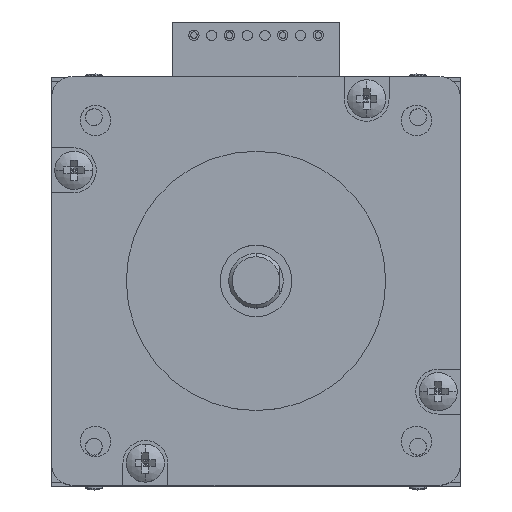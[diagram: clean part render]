
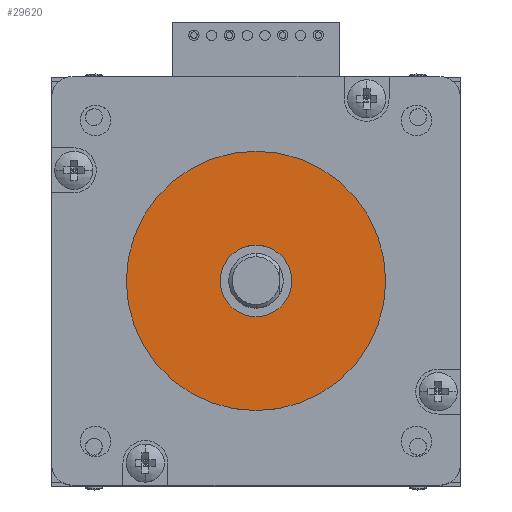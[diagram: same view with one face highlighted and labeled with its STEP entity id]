
A CAD part, top view. The second image highlights one B-rep face of the part: STEP entity #29620.
In plain terms, the highlighted face is planar.
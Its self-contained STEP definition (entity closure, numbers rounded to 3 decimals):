
#2122 = CARTESIAN_POINT ( 'NONE',  ( 0., 0., -41.1 ) ) ;
#2260 = VERTEX_POINT ( 'NONE', #23449 ) ;
#2962 = CIRCLE ( 'NONE', #12065, 5.25 ) ;
#5925 = AXIS2_PLACEMENT_3D ( 'NONE', #19175, #55503, #24387 ) ;
#6927 = CARTESIAN_POINT ( 'NONE',  ( 0., 0., -41.1 ) ) ;
#7347 = DIRECTION ( 'NONE',  ( -1., 0., 0. ) ) ;
#7903 = PLANE ( 'NONE',  #57304 ) ;
#12065 = AXIS2_PLACEMENT_3D ( 'NONE', #18385, #54713, #23606 ) ;
#12094 = ORIENTED_EDGE ( 'NONE', *, *, #24415, .F. ) ;
#12213 = DIRECTION ( 'NONE',  ( -1., 0., 0. ) ) ;
#12881 = VERTEX_POINT ( 'NONE', #14379 ) ;
#13590 = DIRECTION ( 'NONE',  ( 0., 0., -1. ) ) ;
#13700 = ORIENTED_EDGE ( 'NONE', *, *, #24558, .T. ) ;
#14379 = CARTESIAN_POINT ( 'NONE',  ( 19.05, 0., -41.1 ) ) ;
#15524 = AXIS2_PLACEMENT_3D ( 'NONE', #6927, #43349, #12213 ) ;
#18385 = CARTESIAN_POINT ( 'NONE',  ( 0., 0., -41.1 ) ) ;
#19175 = CARTESIAN_POINT ( 'NONE',  ( 0., 0., -41.1 ) ) ;
#23449 = CARTESIAN_POINT ( 'NONE',  ( -19.05, 0., -41.1 ) ) ;
#23606 = DIRECTION ( 'NONE',  ( -1., 0., 0. ) ) ;
#24387 = DIRECTION ( 'NONE',  ( -1., 0., 0. ) ) ;
#24415 = EDGE_CURVE ( 'NONE', #2260, #12881, #41834, .T. ) ;
#24558 = EDGE_CURVE ( 'NONE', #34050, #30734, #36880, .T. ) ;
#29611 = EDGE_CURVE ( 'NONE', #30734, #34050, #2962, .T. ) ;
#29620 = ADVANCED_FACE ( 'NONE', ( #65596, #51765 ), #7903, .T. ) ;
#30734 = VERTEX_POINT ( 'NONE', #49366 ) ;
#33825 = ORIENTED_EDGE ( 'NONE', *, *, #29611, .T. ) ;
#34050 = VERTEX_POINT ( 'NONE', #56124 ) ;
#36880 = CIRCLE ( 'NONE', #5925, 5.25 ) ;
#37938 = EDGE_LOOP ( 'NONE', ( #33825, #13700 ) ) ;
#38533 = DIRECTION ( 'NONE',  ( 0., 0., 1. ) ) ;
#41152 = EDGE_LOOP ( 'NONE', ( #12094, #64411 ) ) ;
#41834 = CIRCLE ( 'NONE', #15524, 19.05 ) ;
#43349 = DIRECTION ( 'NONE',  ( 0., 0., 1. ) ) ;
#44764 = CARTESIAN_POINT ( 'NONE',  ( 19.832, 19.812, -41.1 ) ) ;
#49092 = AXIS2_PLACEMENT_3D ( 'NONE', #2122, #38533, #7347 ) ;
#49366 = CARTESIAN_POINT ( 'NONE',  ( -5.25, 0., -41.1 ) ) ;
#49952 = DIRECTION ( 'NONE',  ( -1., 0., 0. ) ) ;
#51765 = FACE_BOUND ( 'NONE', #37938, .T. ) ;
#54383 = CIRCLE ( 'NONE', #49092, 19.05 ) ;
#54694 = EDGE_CURVE ( 'NONE', #12881, #2260, #54383, .T. ) ;
#54713 = DIRECTION ( 'NONE',  ( 0., 0., 1. ) ) ;
#55503 = DIRECTION ( 'NONE',  ( 0., 0., 1. ) ) ;
#56124 = CARTESIAN_POINT ( 'NONE',  ( 5.25, 0., -41.1 ) ) ;
#57304 = AXIS2_PLACEMENT_3D ( 'NONE', #44764, #13590, #49952 ) ;
#64411 = ORIENTED_EDGE ( 'NONE', *, *, #54694, .F. ) ;
#65596 = FACE_OUTER_BOUND ( 'NONE', #41152, .T. ) ;
